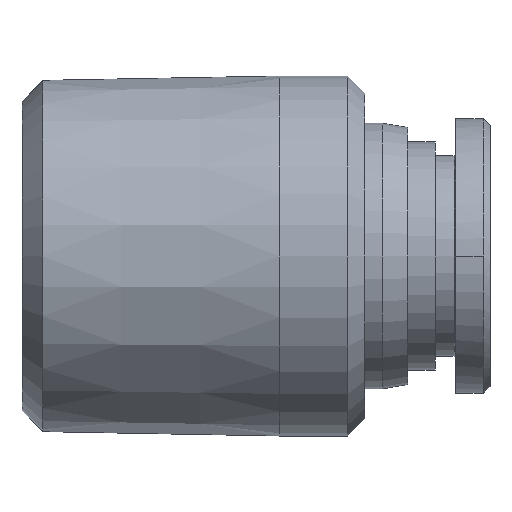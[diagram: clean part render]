
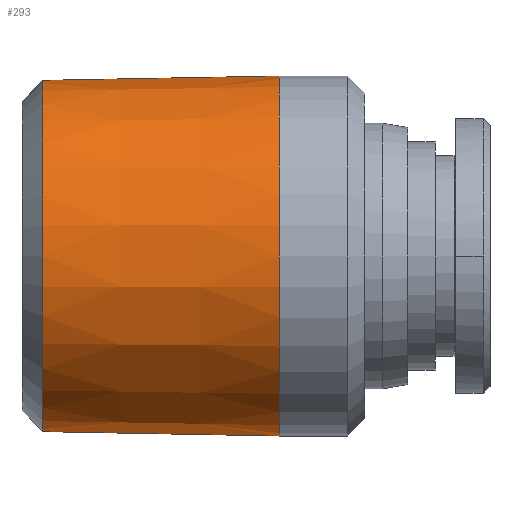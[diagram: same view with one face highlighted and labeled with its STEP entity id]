
A CAD part, front view. The second image highlights one B-rep face of the part: STEP entity #293.
In plain terms, the highlighted conical face has half-angle 1.06 degrees and reference radius 10.361 mm.
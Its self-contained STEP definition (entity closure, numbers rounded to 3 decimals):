
#252=CARTESIAN_POINT('',(0.0,0.,-3.0));
#253=DIRECTION('',(0.0,0.,1.0));
#254=DIRECTION('',(-1.0,0.0,0.0));
#255=AXIS2_PLACEMENT_3D('',#252,#253,#254);
#256=CONICAL_SURFACE('',#255,10.361,1.06);
#257=CARTESIAN_POINT('',(-10.245,0.,-9.3));
#258=VERTEX_POINT('',#257);
#259=CARTESIAN_POINT('',(-10.5,0.,4.5));
#260=VERTEX_POINT('',#259);
#261=CARTESIAN_POINT('',(-10.245,0.,-9.3));
#262=DIRECTION('',(-0.018,0.,1.));
#263=VECTOR('',#262,13.803);
#264=LINE('',#261,#263);
#265=EDGE_CURVE('',#258,#260,#264,.T.);
#266=ORIENTED_EDGE('',*,*,#265,.F.);
#267=CARTESIAN_POINT('',(10.245,0.,-9.3));
#268=VERTEX_POINT('',#267);
#269=CARTESIAN_POINT('',(0.0,0.,-9.3));
#270=DIRECTION('',(0.0,0.0,-1.0));
#271=DIRECTION('',(1.0,0.0,0.0));
#272=AXIS2_PLACEMENT_3D('',#269,#270,#271);
#273=CIRCLE('',#272,10.245);
#274=EDGE_CURVE('',#268,#258,#273,.T.);
#275=ORIENTED_EDGE('',*,*,#274,.F.);
#276=CARTESIAN_POINT('',(10.5,0.,4.5));
#277=VERTEX_POINT('',#276);
#278=CARTESIAN_POINT('',(10.5,0.,4.5));
#279=DIRECTION('',(-0.018,0.,-1.));
#280=VECTOR('',#279,13.803);
#281=LINE('',#278,#280);
#282=EDGE_CURVE('',#277,#268,#281,.T.);
#283=ORIENTED_EDGE('',*,*,#282,.F.);
#284=CARTESIAN_POINT('',(0.0,0.,4.5));
#285=DIRECTION('',(0.0,0.0,1.0));
#286=DIRECTION('',(-1.0,0.0,0.0));
#287=AXIS2_PLACEMENT_3D('',#284,#285,#286);
#288=CIRCLE('',#287,10.5);
#289=EDGE_CURVE('',#260,#277,#288,.T.);
#290=ORIENTED_EDGE('',*,*,#289,.F.);
#291=EDGE_LOOP('',(#266,#275,#283,#290));
#292=FACE_OUTER_BOUND('',#291,.T.);
#293=ADVANCED_FACE('',(#292),#256,.T.);
